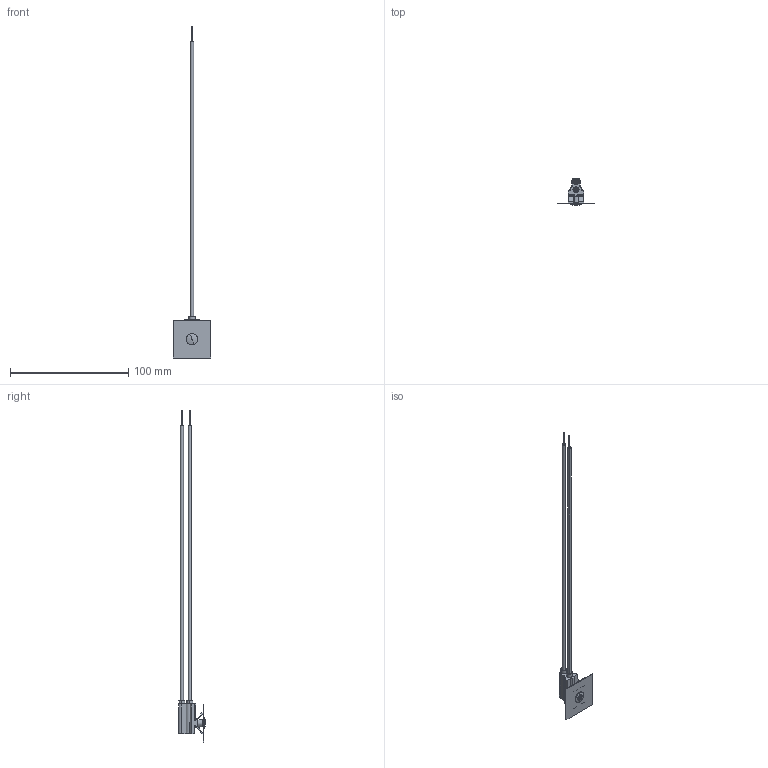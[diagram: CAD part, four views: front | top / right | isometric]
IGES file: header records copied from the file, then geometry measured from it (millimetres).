
Start section: SolidWorks IGES file using analytic representation for surfaces
Global section: file name: 4700A Series.IGS; native system: SolidWorks 2016; preprocessor: SolidWorks 2016; author: tstoltenburg; date: 180511.155119; units: inch
Bounding box: 31.75 x 22.65 x 280.22 mm (x, y, z)
Surface area: 10302.3 mm2 (no closed solid volume)
Topology: 0 solids, 0 shells, 259 faces, 2544 edges, 2534 vertices
Faces by surface type: revolution 140, bspline 119
